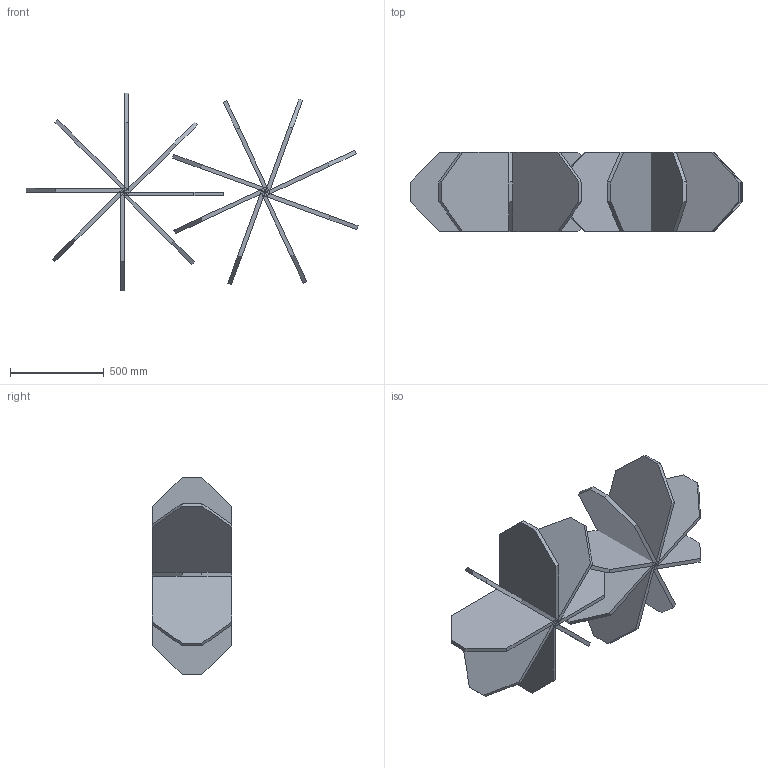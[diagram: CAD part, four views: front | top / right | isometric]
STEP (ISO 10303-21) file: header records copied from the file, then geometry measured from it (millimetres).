
FILE_DESCRIPTION(('FreeCAD Model'),'2;1');
FILE_NAME('Open CASCADE Shape Model','2025-05-04T03:20:39',('FreeCAD'),( 'FreeCAD'),'Open CASCADE STEP processor 7.6','FreeCAD','Unknown');
FILE_SCHEMA(('AUTOMOTIVE_DESIGN { 1 0 10303 214 1 1 1 1 }'));
Length unit declared in the file: millimetre
Products named in the file (1): Open CASCADE STEP translator 7.6 1
Bounding box: 1768.85 x 421.19 x 1052.98 mm (x, y, z)
Surface area: 6874135.8 mm2 (no closed solid volume)
Topology: 0 solids, 128 shells, 128 faces, 576 edges, 576 vertices
Faces by surface type: bspline 128
Entity records: 5328 total; most frequent: CARTESIAN_POINT 2241, ORIENTED_EDGE 576, EDGE_CURVE 576, VERTEX_POINT 576, B_SPLINE_CURVE_WITH_KNOTS 576, SHELL_BASED_SURFACE_MODEL 128, OPEN_SHELL 128, ADVANCED_FACE 128
